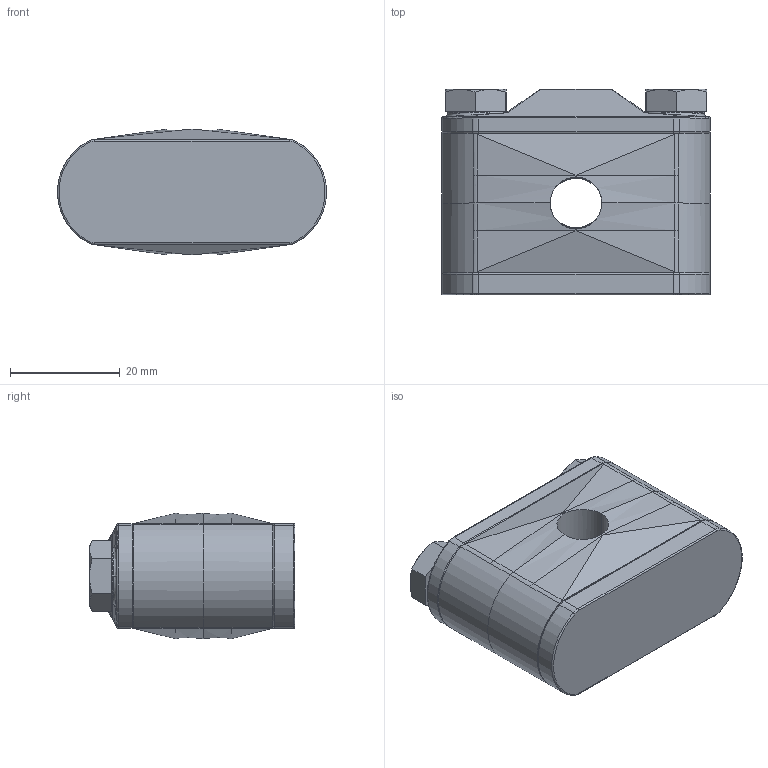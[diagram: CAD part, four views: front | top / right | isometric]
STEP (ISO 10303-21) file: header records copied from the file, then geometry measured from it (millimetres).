
FILE_DESCRIPTION (( 'STEP AP214' ), '1' );
FILE_NAME ('CSDW0.38TXXXZP.STEP', '2022-03-02T19:43:44', ( 'Admin' ), ( '' ), 'SwSTEP 2.0', 'SolidWorks 2022', '' );
FILE_SCHEMA (( 'AUTOMOTIVE_DESIGN' ));
Length unit declared in the file: millimetre
Products named in the file (5): SD-01-DHP Rev B; SD-01-C2NP Rev D; 1in Steel Hex Head Screw_92865A542; SD-01-SID2-0.38T; CSDW0.38TXXXZP
Assembly tree (6 placements, depth 2):
  CSDW0.38TXXXZP
    SD-01-SID2-0.38T  x2
    1in Steel Hex Head Screw_92865A542  x2
    SD-01-C2NP Rev D
    SD-01-DHP Rev B
Bounding box: 49.01 x 37.46 x 22.86 mm (x, y, z)
Volume: 28696.6 mm3; surface area: 16033.7 mm2
Topology: 6 solids, 6 shells, 1604 faces, 4160 edges, 2714 vertices
Faces by surface type: plane 667, bspline 630, cylinder 221, torus 50, cone 34, sphere 2
Entity records: 62260 total; most frequent: CARTESIAN_POINT 38666, ORIENTED_EDGE 5588, DIRECTION 3444, EDGE_CURVE 2794, VERTEX_POINT 1816, LINE 1470, VECTOR 1470, EDGE_LOOP 1202
